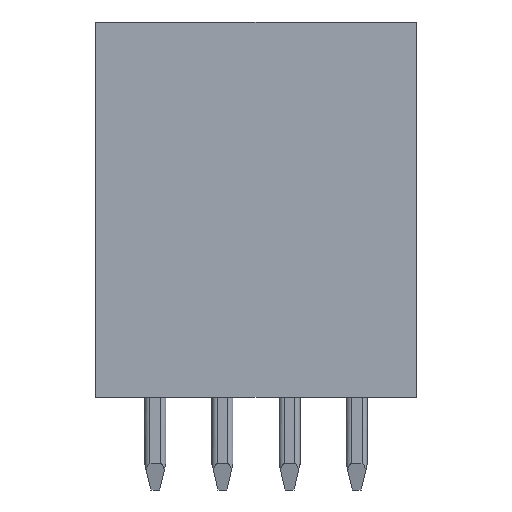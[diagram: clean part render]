
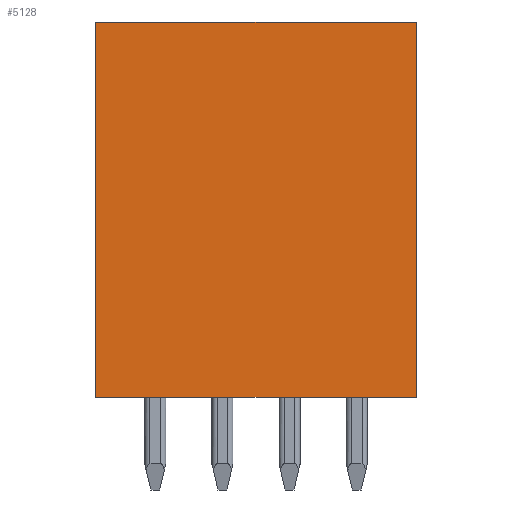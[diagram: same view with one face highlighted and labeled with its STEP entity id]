
A CAD part, left-side view. The second image highlights one B-rep face of the part: STEP entity #5128.
In plain terms, the highlighted planar face has unit normal (-1, 0, 0).
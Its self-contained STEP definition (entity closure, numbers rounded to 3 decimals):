
#65=DIRECTION('',(0.,1.,0.));
#66=VECTOR('',#65,12.12);
#67=CARTESIAN_POINT('',(-5.25,-9.87,7.1));
#68=LINE('',#67,#66);
#329=DIRECTION('',(0.,-1.,0.));
#330=VECTOR('',#329,12.12);
#331=CARTESIAN_POINT('',(-5.25,2.25,-7.1));
#332=LINE('',#331,#330);
#4105=DIRECTION('',(0.,0.,-1.));
#4106=VECTOR('',#4105,14.2);
#4107=CARTESIAN_POINT('',(-5.25,-9.87,7.1));
#4108=LINE('',#4107,#4106);
#4129=DIRECTION('',(0.,0.,1.));
#4130=VECTOR('',#4129,14.2);
#4131=CARTESIAN_POINT('',(-5.25,2.25,-7.1));
#4132=LINE('',#4131,#4130);
#4225=CARTESIAN_POINT('',(-5.25,2.25,-7.1));
#4226=VERTEX_POINT('',#4225);
#4227=CARTESIAN_POINT('',(-5.25,2.25,7.1));
#4228=VERTEX_POINT('',#4227);
#4229=CARTESIAN_POINT('',(-5.25,-9.87,7.1));
#4230=CARTESIAN_POINT('',(-5.25,-9.87,-7.1));
#4231=VERTEX_POINT('',#4229);
#4232=VERTEX_POINT('',#4230);
#5113=CARTESIAN_POINT('',(-5.25,-8.89,-7.1));
#5114=DIRECTION('',(-1.,0.,0.));
#5115=DIRECTION('',(0.,0.,1.));
#5116=AXIS2_PLACEMENT_3D('',#5113,#5114,#5115);
#5117=PLANE('',#5116);
#5119=ORIENTED_EDGE('',*,*,#5118,.F.);
#5121=ORIENTED_EDGE('',*,*,#5120,.T.);
#5123=ORIENTED_EDGE('',*,*,#5122,.F.);
#5125=ORIENTED_EDGE('',*,*,#5124,.T.);
#5126=EDGE_LOOP('',(#5119,#5121,#5123,#5125));
#5127=FACE_OUTER_BOUND('',#5126,.F.);
#5128=ADVANCED_FACE('',(#5127),#5117,.T.);
#5118=EDGE_CURVE('',#4231,#4228,#68,.T.);
#5120=EDGE_CURVE('',#4231,#4232,#4108,.T.);
#5122=EDGE_CURVE('',#4226,#4232,#332,.T.);
#5124=EDGE_CURVE('',#4226,#4228,#4132,.T.);
